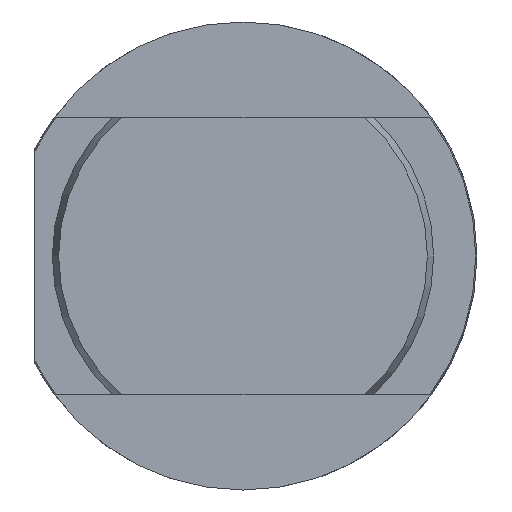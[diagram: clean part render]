
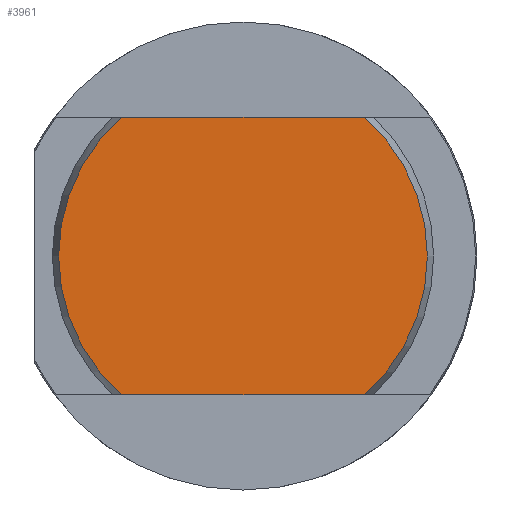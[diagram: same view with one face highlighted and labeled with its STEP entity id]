
A CAD part, left-side view. The second image highlights one B-rep face of the part: STEP entity #3961.
In plain terms, the highlighted planar face has unit normal (-1, 0, 0).
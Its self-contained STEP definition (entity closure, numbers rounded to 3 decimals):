
#599 = CIRCLE ( 'NONE', #1355, 10.636 ) ;
#601 = LINE ( 'NONE', #3140, #608 ) ;
#606 = LINE ( 'NONE', #3135, #607 ) ;
#607 = VECTOR ( 'NONE', #3136, 1000. ) ;
#608 = VECTOR ( 'NONE', #3141, 1000. ) ;
#612 = CIRCLE ( 'NONE', #1360, 10.636 ) ;
#957 = FACE_OUTER_BOUND ( 'NONE', #3840, .T. ) ;
#1138 = EDGE_CURVE ( 'NONE', #2609, #2608, #599, .T. ) ;
#1150 = EDGE_CURVE ( 'NONE', #2609, #2652, #606, .T. ) ;
#1151 = EDGE_CURVE ( 'NONE', #2566, #2652, #612, .T. ) ;
#1152 = EDGE_CURVE ( 'NONE', #2566, #2608, #601, .T. ) ;
#1355 = AXIS2_PLACEMENT_3D ( 'NONE', #3090, #3095, #3096 ) ;
#1360 = AXIS2_PLACEMENT_3D ( 'NONE', #3126, #3138, #3139 ) ;
#1519 = AXIS2_PLACEMENT_3D ( 'NONE', #2210, #2213, #2214 ) ;
#1775 = CARTESIAN_POINT ( 'NONE',  ( 0., 7.009, 8. ) ) ;
#1817 = CARTESIAN_POINT ( 'NONE',  ( 0., -7.009, 8. ) ) ;
#1818 = CARTESIAN_POINT ( 'NONE',  ( 0., -7.009, -8. ) ) ;
#1861 = CARTESIAN_POINT ( 'NONE',  ( 0., 7.009, -8. ) ) ;
#2210 = CARTESIAN_POINT ( 'NONE',  ( 0., 0., 0. ) ) ;
#2211 = PLANE ( 'NONE',  #1519 ) ;
#2213 = DIRECTION ( 'NONE',  ( 1., 0., 0. ) ) ;
#2214 = DIRECTION ( 'NONE',  ( 0., 0., -1. ) ) ;
#2566 = VERTEX_POINT ( 'NONE', #1775 ) ;
#2608 = VERTEX_POINT ( 'NONE', #1817 ) ;
#2609 = VERTEX_POINT ( 'NONE', #1818 ) ;
#2652 = VERTEX_POINT ( 'NONE', #1861 ) ;
#3090 = CARTESIAN_POINT ( 'NONE',  ( 0., 0., 0. ) ) ;
#3095 = DIRECTION ( 'NONE',  ( -1., 0., 0. ) ) ;
#3096 = DIRECTION ( 'NONE',  ( 0., 0., -1. ) ) ;
#3126 = CARTESIAN_POINT ( 'NONE',  ( 0., 0., 0. ) ) ;
#3135 = CARTESIAN_POINT ( 'NONE',  ( 0., 12.75, -8. ) ) ;
#3136 = DIRECTION ( 'NONE',  ( 0., 1., 0. ) ) ;
#3138 = DIRECTION ( 'NONE',  ( -1., 0., 0. ) ) ;
#3139 = DIRECTION ( 'NONE',  ( 0., 0., -1. ) ) ;
#3140 = CARTESIAN_POINT ( 'NONE',  ( 0., 12.75, 8. ) ) ;
#3141 = DIRECTION ( 'NONE',  ( 0., -1., 0. ) ) ;
#3677 = ORIENTED_EDGE ( 'NONE', *, *, #1138, .T. ) ;
#3700 = ORIENTED_EDGE ( 'NONE', *, *, #1152, .F. ) ;
#3720 = ORIENTED_EDGE ( 'NONE', *, *, #1151, .T. ) ;
#3727 = ORIENTED_EDGE ( 'NONE', *, *, #1150, .F. ) ;
#3840 = EDGE_LOOP ( 'NONE', ( #3720, #3727, #3677, #3700 ) ) ;
#3961 = ADVANCED_FACE ( 'NONE', ( #957 ), #2211, .F. ) ;
